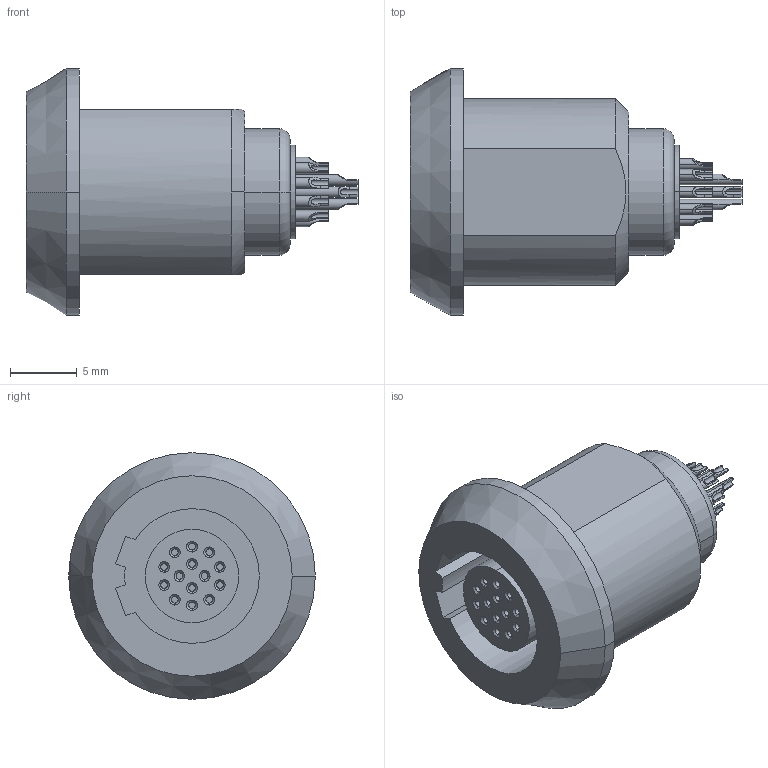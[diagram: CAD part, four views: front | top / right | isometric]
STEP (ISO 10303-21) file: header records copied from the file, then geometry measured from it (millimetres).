
FILE_DESCRIPTION((''),'2;1');
FILE_NAME('G11MA_-P14L','2023-09-12T07:05:33',('RTrager'),(''),'CREO PARAMETRIC BY PTC INC, 2022014','CREO PARAMETRIC BY PTC INC, 2022014','');
FILE_SCHEMA(('AUTOMOTIVE_DESIGN { 1 0 10303 214 1 1 1 1 }'));
Length unit declared in the file: millimetre
Products named in the file (1): G11MA_-P14L
Bounding box: 24.9 x 18.5 x 18.5 mm (x, y, z)
Volume: 2275.9 mm3; surface area: 2407.5 mm2
Topology: 1 solids, 1 shells, 259 faces, 635 edges, 412 vertices
Faces by surface type: cylinder 124, plane 72, cone 34, torus 16, bspline 13
Entity records: 12920 total; most frequent: CARTESIAN_POINT 2640, DIRECTION 1397, ORIENTED_EDGE 1270, EDGE_CURVE 635, AXIS2_PLACEMENT_3D 551, VERTEX_POINT 412, PROPERTY_DEFINITION 409, REPRESENTATION 408
